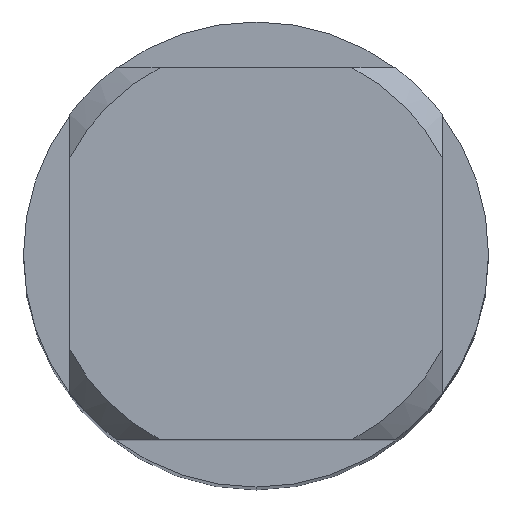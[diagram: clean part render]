
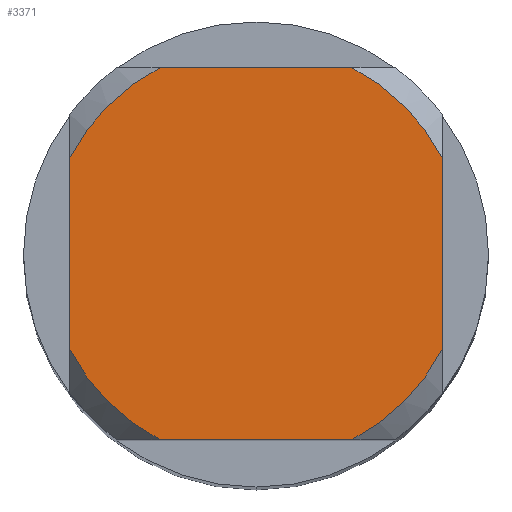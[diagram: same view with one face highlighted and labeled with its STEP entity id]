
A CAD part, top view. The second image highlights one B-rep face of the part: STEP entity #3371.
In plain terms, the highlighted planar face has unit normal (0, 0, 1).
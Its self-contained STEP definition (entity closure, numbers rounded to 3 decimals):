
#1695=VERTEX_POINT('',#4866);
#1761=EDGE_CURVE('',#2905,#3293,#4940,.T.);
#1939=VERTEX_POINT('',#5134);
#2075=EDGE_CURVE('',#3251,#4283,#5286,.T.);
#2499=EDGE_CURVE('',#2897,#1939,#5732,.T.);
#2573=EDGE_CURVE('',#3475,#3293,#5809,.T.);
#2667=EDGE_CURVE('',#2897,#1695,#5909,.T.);
#2897=VERTEX_POINT('',#6161);
#2905=VERTEX_POINT('',#6169);
#3163=EDGE_CURVE('',#2905,#1939,#6454,.T.);
#3251=VERTEX_POINT('',#6548);
#3293=VERTEX_POINT('',#6596);
#3371=ADVANCED_FACE('',(#6682),#6683,.T.);
#3423=EDGE_CURVE('',#3251,#1695,#6743,.T.);
#3475=VERTEX_POINT('',#6800);
#4283=VERTEX_POINT('',#7687);
#4437=EDGE_CURVE('',#3475,#4283,#7853,.T.);
#4866=CARTESIAN_POINT('',(-4.0,-2.062,0.0));
#4940=LINE('',#8539,#8540);
#5134=CARTESIAN_POINT('',(2.062,-4.0,0.0));
#5286=CIRCLE('',#9525,4.5);
#5732=LINE('',#10663,#10664);
#5809=CIRCLE('',#10922,4.5);
#5909=CIRCLE('',#11149,4.5);
#6161=CARTESIAN_POINT('',(-2.062,-4.0,0.0));
#6169=CARTESIAN_POINT('',(4.0,-2.062,0.0));
#6454=CIRCLE('',#12396,4.5);
#6548=CARTESIAN_POINT('',(-4.0,2.062,0.0));
#6596=CARTESIAN_POINT('',(4.0,2.062,0.0));
#6682=FACE_OUTER_BOUND('',#13130,.T.);
#6683=PLANE('',#13131);
#6743=LINE('',#13249,#13250);
#6800=CARTESIAN_POINT('',(2.062,4.0,0.0));
#7687=CARTESIAN_POINT('',(-2.062,4.0,0.0));
#7853=LINE('',#16286,#16287);
#8539=CARTESIAN_POINT('',(4.0,1.125,0.0));
#8540=VECTOR('',#17701,1.0);
#9525=AXIS2_PLACEMENT_3D('',#18076,#18077,#18078);
#10663=CARTESIAN_POINT('',(0.0,-4.0,0.0));
#10664=VECTOR('',#18425,1.0);
#10922=AXIS2_PLACEMENT_3D('',#18475,#18476,#18477);
#11149=AXIS2_PLACEMENT_3D('',#18565,#18566,#18567);
#12396=AXIS2_PLACEMENT_3D('',#19141,#19142,#19143);
#13130=EDGE_LOOP('',(#19480,#19481,#19482,#19483,#19484,#19485,#19486,#19487));
#13131=AXIS2_PLACEMENT_3D('',#19488,#19489,#19490);
#13249=CARTESIAN_POINT('',(-4.0,1.125,0.0));
#13250=VECTOR('',#19568,1.0);
#16286=CARTESIAN_POINT('',(0.0,4.0,0.0));
#16287=VECTOR('',#20851,1.0);
#17701=DIRECTION('',(-0.0,1.0,0.0));
#18076=CARTESIAN_POINT('',(0.0,0.0,0.0));
#18077=DIRECTION('',(0.0,0.0,-1.0));
#18078=DIRECTION('',(0.0,1.0,0.0));
#18425=DIRECTION('',(1.0,0.0,0.0));
#18475=CARTESIAN_POINT('',(0.0,0.0,0.0));
#18476=DIRECTION('',(0.0,0.0,-1.0));
#18477=DIRECTION('',(0.0,1.0,0.0));
#18565=CARTESIAN_POINT('',(0.0,0.0,0.0));
#18566=DIRECTION('',(0.0,0.0,-1.0));
#18567=DIRECTION('',(0.0,1.0,0.0));
#19141=CARTESIAN_POINT('',(0.0,0.0,0.0));
#19142=DIRECTION('',(0.0,0.0,-1.0));
#19143=DIRECTION('',(0.0,1.0,0.0));
#19480=ORIENTED_EDGE('',*,*,#3423,.T.);
#19481=ORIENTED_EDGE('',*,*,#2667,.F.);
#19482=ORIENTED_EDGE('',*,*,#2499,.T.);
#19483=ORIENTED_EDGE('',*,*,#3163,.F.);
#19484=ORIENTED_EDGE('',*,*,#1761,.T.);
#19485=ORIENTED_EDGE('',*,*,#2573,.F.);
#19486=ORIENTED_EDGE('',*,*,#4437,.T.);
#19487=ORIENTED_EDGE('',*,*,#2075,.F.);
#19488=CARTESIAN_POINT('',(0.0,2.25,0.0));
#19489=DIRECTION('',(-0.0,0.0,1.0));
#19490=DIRECTION('',(0.0,-1.0,0.0));
#19568=DIRECTION('',(-0.0,-1.0,0.0));
#20851=DIRECTION('',(-1.0,0.0,0.0));
